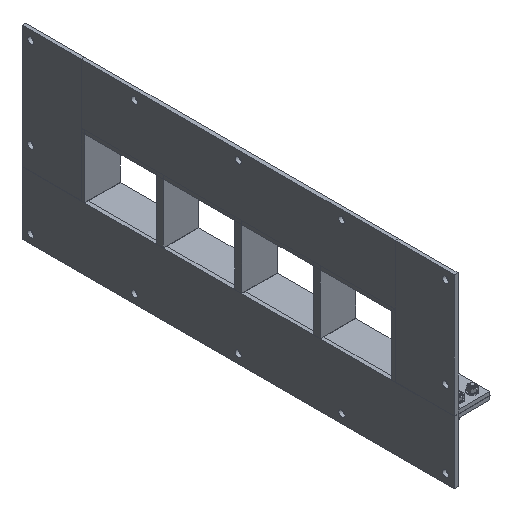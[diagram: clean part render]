
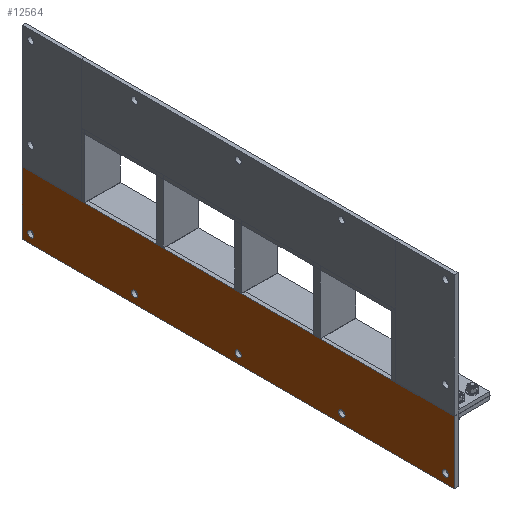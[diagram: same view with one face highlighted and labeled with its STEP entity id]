
A CAD part, isometric view. The second image highlights one B-rep face of the part: STEP entity #12564.
In plain terms, the highlighted planar face has unit normal (-1, 0, 0).
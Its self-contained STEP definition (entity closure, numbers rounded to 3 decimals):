
#668=LINE('',#18545,#1441);
#682=LINE('',#18572,#1455);
#816=LINE('',#19580,#1589);
#848=LINE('',#19681,#1621);
#855=LINE('',#19705,#1628);
#857=LINE('',#19709,#1630);
#859=LINE('',#19713,#1632);
#861=LINE('',#19716,#1634);
#862=LINE('',#19717,#1635);
#863=LINE('',#19719,#1636);
#864=LINE('',#19721,#1637);
#865=LINE('',#19722,#1638);
#1441=VECTOR('',#15235,10.);
#1455=VECTOR('',#15257,10.);
#1589=VECTOR('',#15867,10.);
#1621=VECTOR('',#15957,10.);
#1628=VECTOR('',#15986,10.);
#1630=VECTOR('',#15990,10.);
#1632=VECTOR('',#15994,10.);
#1634=VECTOR('',#15998,10.);
#1635=VECTOR('',#15999,10.);
#1636=VECTOR('',#16000,10.);
#1637=VECTOR('',#16001,10.);
#1638=VECTOR('',#16002,10.);
#2421=FACE_BOUND('',#3772,.T.);
#2422=FACE_BOUND('',#3773,.T.);
#2423=FACE_BOUND('',#3774,.T.);
#2424=FACE_BOUND('',#3775,.T.);
#2425=FACE_BOUND('',#3776,.T.);
#2835=FACE_OUTER_BOUND('',#3771,.T.);
#3771=EDGE_LOOP('',(#8914,#8915,#8916,#8917,#8918,#8919,#8920,#8921,#8922,
#8923,#8924,#8925));
#3772=EDGE_LOOP('',(#8926));
#3773=EDGE_LOOP('',(#8927));
#3774=EDGE_LOOP('',(#8928));
#3775=EDGE_LOOP('',(#8929));
#3776=EDGE_LOOP('',(#8930));
#4625=CIRCLE('',#13723,5.25);
#4626=CIRCLE('',#13725,5.25);
#4627=CIRCLE('',#13727,5.25);
#4628=CIRCLE('',#13729,5.25);
#4629=CIRCLE('',#13731,5.25);
#5049=VERTEX_POINT('',#18543);
#5050=VERTEX_POINT('',#18544);
#5059=VERTEX_POINT('',#18571);
#5290=VERTEX_POINT('',#19554);
#5298=VERTEX_POINT('',#19573);
#5338=VERTEX_POINT('',#19678);
#5339=VERTEX_POINT('',#19680);
#5340=VERTEX_POINT('',#19684);
#5341=VERTEX_POINT('',#19688);
#5342=VERTEX_POINT('',#19692);
#5343=VERTEX_POINT('',#19696);
#5344=VERTEX_POINT('',#19700);
#5345=VERTEX_POINT('',#19704);
#5346=VERTEX_POINT('',#19708);
#5347=VERTEX_POINT('',#19712);
#5348=VERTEX_POINT('',#19718);
#5349=VERTEX_POINT('',#19720);
#6178=EDGE_CURVE('',#5049,#5050,#668,.T.);
#6192=EDGE_CURVE('',#5050,#5059,#682,.T.);
#6552=EDGE_CURVE('',#5290,#5298,#816,.T.);
#6603=EDGE_CURVE('',#5338,#5339,#848,.T.);
#6606=EDGE_CURVE('',#5340,#5340,#4625,.T.);
#6608=EDGE_CURVE('',#5341,#5341,#4626,.T.);
#6610=EDGE_CURVE('',#5342,#5342,#4627,.T.);
#6612=EDGE_CURVE('',#5343,#5343,#4628,.T.);
#6614=EDGE_CURVE('',#5344,#5344,#4629,.T.);
#6615=EDGE_CURVE('',#5345,#5290,#855,.T.);
#6617=EDGE_CURVE('',#5346,#5345,#857,.T.);
#6619=EDGE_CURVE('',#5347,#5346,#859,.T.);
#6621=EDGE_CURVE('',#5347,#5339,#861,.F.);
#6622=EDGE_CURVE('',#5059,#5338,#862,.T.);
#6623=EDGE_CURVE('',#5348,#5049,#863,.T.);
#6624=EDGE_CURVE('',#5349,#5348,#864,.T.);
#6625=EDGE_CURVE('',#5298,#5349,#865,.T.);
#8914=ORIENTED_EDGE('',*,*,#6552,.F.);
#8915=ORIENTED_EDGE('',*,*,#6615,.F.);
#8916=ORIENTED_EDGE('',*,*,#6617,.F.);
#8917=ORIENTED_EDGE('',*,*,#6619,.F.);
#8918=ORIENTED_EDGE('',*,*,#6621,.T.);
#8919=ORIENTED_EDGE('',*,*,#6603,.F.);
#8920=ORIENTED_EDGE('',*,*,#6622,.F.);
#8921=ORIENTED_EDGE('',*,*,#6192,.F.);
#8922=ORIENTED_EDGE('',*,*,#6178,.F.);
#8923=ORIENTED_EDGE('',*,*,#6623,.F.);
#8924=ORIENTED_EDGE('',*,*,#6624,.F.);
#8925=ORIENTED_EDGE('',*,*,#6625,.F.);
#8926=ORIENTED_EDGE('',*,*,#6606,.T.);
#8927=ORIENTED_EDGE('',*,*,#6608,.T.);
#8928=ORIENTED_EDGE('',*,*,#6610,.T.);
#8929=ORIENTED_EDGE('',*,*,#6612,.T.);
#8930=ORIENTED_EDGE('',*,*,#6614,.T.);
#11124=PLANE('',#13735);
#12564=ADVANCED_FACE('',(#2835,#2421,#2422,#2423,#2424,#2425),#11124,.F.);
#13723=AXIS2_PLACEMENT_3D('',#19686,#15962,#15963);
#13725=AXIS2_PLACEMENT_3D('',#19690,#15967,#15968);
#13727=AXIS2_PLACEMENT_3D('',#19694,#15972,#15973);
#13729=AXIS2_PLACEMENT_3D('',#19698,#15977,#15978);
#13731=AXIS2_PLACEMENT_3D('',#19702,#15982,#15983);
#13735=AXIS2_PLACEMENT_3D('',#19715,#15996,#15997);
#15235=DIRECTION('',(0.,-1.,0.));
#15257=DIRECTION('',(0.,-1.,0.));
#15867=DIRECTION('',(0.,-1.,0.));
#15957=DIRECTION('',(0.,-1.,0.));
#15962=DIRECTION('center_axis',(1.,0.,0.));
#15963=DIRECTION('ref_axis',(0.,-1.,0.));
#15967=DIRECTION('center_axis',(1.,0.,0.));
#15968=DIRECTION('ref_axis',(0.,-1.,0.));
#15972=DIRECTION('center_axis',(1.,0.,0.));
#15973=DIRECTION('ref_axis',(0.,-1.,0.));
#15977=DIRECTION('center_axis',(1.,0.,0.));
#15978=DIRECTION('ref_axis',(0.,-1.,0.));
#15982=DIRECTION('center_axis',(1.,0.,0.));
#15983=DIRECTION('ref_axis',(0.,-1.,0.));
#15986=DIRECTION('',(0.,0.,1.));
#15990=DIRECTION('',(0.,1.,0.));
#15994=DIRECTION('',(0.,0.,-1.));
#15996=DIRECTION('center_axis',(1.,0.,0.));
#15997=DIRECTION('ref_axis',(0.,-1.,0.));
#15998=DIRECTION('',(0.,-1.,0.));
#15999=DIRECTION('',(0.,-1.,0.));
#16000=DIRECTION('',(0.,-1.,0.));
#16001=DIRECTION('',(0.,-1.,0.));
#16002=DIRECTION('',(0.,-1.,0.));
#18543=CARTESIAN_POINT('',(-51.318,218.022,-203.752));
#18544=CARTESIAN_POINT('',(-51.318,206.022,-203.752));
#18545=CARTESIAN_POINT('',(-51.318,577.022,-203.752));
#18571=CARTESIAN_POINT('',(-51.318,85.522,-203.752));
#18572=CARTESIAN_POINT('',(-51.318,577.022,-203.752));
#19554=CARTESIAN_POINT('',(-51.318,577.022,-203.752));
#19573=CARTESIAN_POINT('',(-51.318,471.022,-203.752));
#19580=CARTESIAN_POINT('',(-51.318,577.022,-203.752));
#19678=CARTESIAN_POINT('',(-51.318,73.522,-203.752));
#19680=CARTESIAN_POINT('',(-51.318,-46.978,-203.752));
#19681=CARTESIAN_POINT('',(-51.318,577.022,-203.752));
#19684=CARTESIAN_POINT('',(-51.318,42.272,-294.752));
#19686=CARTESIAN_POINT('Origin',(-51.318,37.022,-294.752));
#19688=CARTESIAN_POINT('',(-51.318,392.272,-294.752));
#19690=CARTESIAN_POINT('Origin',(-51.318,387.022,-294.752));
#19692=CARTESIAN_POINT('',(-51.318,567.272,-294.752));
#19694=CARTESIAN_POINT('Origin',(-51.318,562.022,-294.752));
#19696=CARTESIAN_POINT('',(-51.318,217.272,-294.752));
#19698=CARTESIAN_POINT('Origin',(-51.318,212.022,-294.752));
#19700=CARTESIAN_POINT('',(-51.318,-132.728,-294.752));
#19702=CARTESIAN_POINT('Origin',(-51.318,-137.978,-294.752));
#19704=CARTESIAN_POINT('',(-51.318,577.022,-309.752));
#19705=CARTESIAN_POINT('',(-51.318,577.022,-309.752));
#19708=CARTESIAN_POINT('',(-51.318,-152.978,-309.752));
#19709=CARTESIAN_POINT('',(-51.318,-152.978,-309.752));
#19712=CARTESIAN_POINT('',(-51.318,-152.978,-203.752));
#19713=CARTESIAN_POINT('',(-51.318,-152.978,-203.752));
#19715=CARTESIAN_POINT('Origin',(-51.318,212.022,-256.752));
#19716=CARTESIAN_POINT('',(-51.318,-127.978,-203.752));
#19717=CARTESIAN_POINT('',(-51.318,73.522,-203.752));
#19718=CARTESIAN_POINT('',(-51.318,338.522,-203.752));
#19719=CARTESIAN_POINT('',(-51.318,577.022,-203.752));
#19720=CARTESIAN_POINT('',(-51.318,350.522,-203.752));
#19721=CARTESIAN_POINT('',(-51.318,577.022,-203.752));
#19722=CARTESIAN_POINT('',(-51.318,577.022,-203.752));
